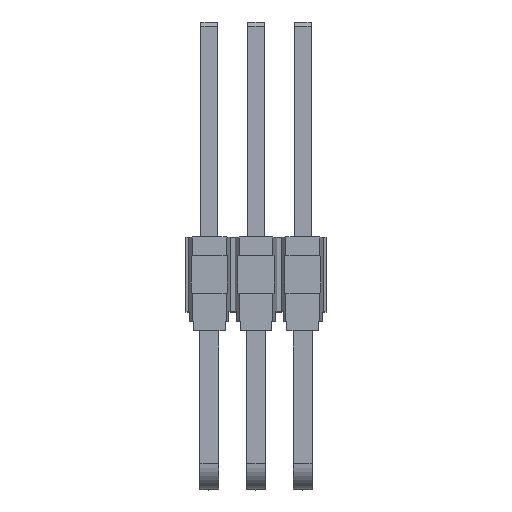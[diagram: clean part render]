
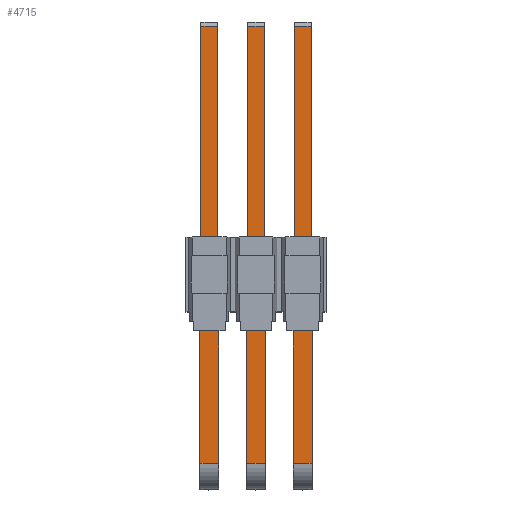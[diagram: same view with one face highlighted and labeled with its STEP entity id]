
A CAD part, top view. The second image highlights one B-rep face of the part: STEP entity #4715.
In plain terms, the highlighted planar face has unit normal (0, 0, 1).
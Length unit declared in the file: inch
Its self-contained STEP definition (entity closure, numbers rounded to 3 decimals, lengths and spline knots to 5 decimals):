
#793=ORIENTED_EDGE('',*,*,#1825,.F.);
#794=ORIENTED_EDGE('',*,*,#1826,.T.);
#795=ORIENTED_EDGE('',*,*,#1827,.F.);
#796=ORIENTED_EDGE('',*,*,#1828,.F.);
#797=ORIENTED_EDGE('',*,*,#1829,.F.);
#798=ORIENTED_EDGE('',*,*,#1830,.F.);
#799=ORIENTED_EDGE('',*,*,#1831,.F.);
#800=ORIENTED_EDGE('',*,*,#1832,.F.);
#801=ORIENTED_EDGE('',*,*,#1833,.F.);
#802=ORIENTED_EDGE('',*,*,#1834,.F.);
#803=ORIENTED_EDGE('',*,*,#1835,.F.);
#804=ORIENTED_EDGE('',*,*,#1836,.F.);
#805=ORIENTED_EDGE('',*,*,#1837,.F.);
#806=ORIENTED_EDGE('',*,*,#1838,.F.);
#807=ORIENTED_EDGE('',*,*,#1839,.T.);
#808=ORIENTED_EDGE('',*,*,#1840,.F.);
#809=ORIENTED_EDGE('',*,*,#1841,.F.);
#810=ORIENTED_EDGE('',*,*,#1842,.F.);
#811=ORIENTED_EDGE('',*,*,#1843,.T.);
#812=ORIENTED_EDGE('',*,*,#1844,.F.);
#813=ORIENTED_EDGE('',*,*,#1845,.F.);
#814=ORIENTED_EDGE('',*,*,#1846,.F.);
#815=ORIENTED_EDGE('',*,*,#1847,.T.);
#816=ORIENTED_EDGE('',*,*,#1848,.F.);
#1825=EDGE_CURVE('',#2397,#2398,#2957,.T.);
#1826=EDGE_CURVE('',#2397,#2399,#2958,.T.);
#1827=EDGE_CURVE('',#2400,#2399,#2959,.T.);
#1828=EDGE_CURVE('',#2401,#2400,#2960,.T.);
#1829=EDGE_CURVE('',#2402,#2401,#2961,.T.);
#1830=EDGE_CURVE('',#2403,#2402,#2962,.T.);
#1831=EDGE_CURVE('',#2404,#2403,#2963,.T.);
#1832=EDGE_CURVE('',#2405,#2404,#2964,.T.);
#1833=EDGE_CURVE('',#2406,#2405,#2965,.T.);
#1834=EDGE_CURVE('',#2407,#2406,#2966,.T.);
#1835=EDGE_CURVE('',#2408,#2407,#2967,.T.);
#1836=EDGE_CURVE('',#2409,#2408,#2968,.T.);
#1837=EDGE_CURVE('',#2410,#2409,#2969,.T.);
#1838=EDGE_CURVE('',#2411,#2410,#2970,.T.);
#1839=EDGE_CURVE('',#2411,#2412,#2971,.T.);
#1840=EDGE_CURVE('',#2413,#2412,#2972,.T.);
#1841=EDGE_CURVE('',#2414,#2413,#2973,.T.);
#1842=EDGE_CURVE('',#2415,#2414,#2974,.T.);
#1843=EDGE_CURVE('',#2415,#2416,#2975,.T.);
#1844=EDGE_CURVE('',#2417,#2416,#2976,.T.);
#1845=EDGE_CURVE('',#2418,#2417,#2977,.T.);
#1846=EDGE_CURVE('',#2419,#2418,#2978,.T.);
#1847=EDGE_CURVE('',#2419,#2420,#2979,.T.);
#1848=EDGE_CURVE('',#2398,#2420,#2980,.T.);
#2397=VERTEX_POINT('',#7125);
#2398=VERTEX_POINT('',#7126);
#2399=VERTEX_POINT('',#7128);
#2400=VERTEX_POINT('',#7130);
#2401=VERTEX_POINT('',#7132);
#2402=VERTEX_POINT('',#7134);
#2403=VERTEX_POINT('',#7136);
#2404=VERTEX_POINT('',#7138);
#2405=VERTEX_POINT('',#7140);
#2406=VERTEX_POINT('',#7142);
#2407=VERTEX_POINT('',#7144);
#2408=VERTEX_POINT('',#7146);
#2409=VERTEX_POINT('',#7148);
#2410=VERTEX_POINT('',#7150);
#2411=VERTEX_POINT('',#7152);
#2412=VERTEX_POINT('',#7154);
#2413=VERTEX_POINT('',#7156);
#2414=VERTEX_POINT('',#7158);
#2415=VERTEX_POINT('',#7160);
#2416=VERTEX_POINT('',#7162);
#2417=VERTEX_POINT('',#7164);
#2418=VERTEX_POINT('',#7166);
#2419=VERTEX_POINT('',#7168);
#2420=VERTEX_POINT('',#7170);
#2957=LINE('',#7124,#3569);
#2958=LINE('',#7127,#3570);
#2959=LINE('',#7129,#3571);
#2960=LINE('',#7131,#3572);
#2961=LINE('',#7133,#3573);
#2962=LINE('',#7135,#3574);
#2963=LINE('',#7137,#3575);
#2964=LINE('',#7139,#3576);
#2965=LINE('',#7141,#3577);
#2966=LINE('',#7143,#3578);
#2967=LINE('',#7145,#3579);
#2968=LINE('',#7147,#3580);
#2969=LINE('',#7149,#3581);
#2970=LINE('',#7151,#3582);
#2971=LINE('',#7153,#3583);
#2972=LINE('',#7155,#3584);
#2973=LINE('',#7157,#3585);
#2974=LINE('',#7159,#3586);
#2975=LINE('',#7161,#3587);
#2976=LINE('',#7163,#3588);
#2977=LINE('',#7165,#3589);
#2978=LINE('',#7167,#3590);
#2979=LINE('',#7169,#3591);
#2980=LINE('',#7171,#3592);
#3569=VECTOR('',#5763,39.37008);
#3570=VECTOR('',#5764,39.37008);
#3571=VECTOR('',#5765,39.37008);
#3572=VECTOR('',#5766,39.37008);
#3573=VECTOR('',#5767,39.37008);
#3574=VECTOR('',#5768,39.37008);
#3575=VECTOR('',#5769,39.37008);
#3576=VECTOR('',#5770,39.37008);
#3577=VECTOR('',#5771,39.37008);
#3578=VECTOR('',#5772,39.37008);
#3579=VECTOR('',#5773,39.37008);
#3580=VECTOR('',#5774,39.37008);
#3581=VECTOR('',#5775,39.37008);
#3582=VECTOR('',#5776,39.37008);
#3583=VECTOR('',#5777,39.37008);
#3584=VECTOR('',#5778,39.37008);
#3585=VECTOR('',#5779,39.37008);
#3586=VECTOR('',#5780,39.37008);
#3587=VECTOR('',#5781,39.37008);
#3588=VECTOR('',#5782,39.37008);
#3589=VECTOR('',#5783,39.37008);
#3590=VECTOR('',#5784,39.37008);
#3591=VECTOR('',#5785,39.37008);
#3592=VECTOR('',#5786,39.37008);
#3971=EDGE_LOOP('',(#793,#794,#795,#796,#797,#798,#799,#800,#801,#802,#803,
#804,#805,#806,#807,#808,#809,#810,#811,#812,#813,#814,#815,#816));
#4235=FACE_BOUND('',#3971,.T.);
#4487=PLANE('',#4988);
#4715=ADVANCED_FACE('',(#4235),#4487,.F.);
#4988=AXIS2_PLACEMENT_3D('',#7123,#5761,#5762);
#5761=DIRECTION('',(0.,0.,-1.));
#5762=DIRECTION('',(-1.,0.,0.));
#5763=DIRECTION('',(1.,0.,0.));
#5764=DIRECTION('',(0.,-1.,0.));
#5765=DIRECTION('',(-1.,0.,0.));
#5766=DIRECTION('',(0.,-1.,0.));
#5767=DIRECTION('',(-1.,0.,0.));
#5768=DIRECTION('',(0.,1.,0.));
#5769=DIRECTION('',(-1.,0.,0.));
#5770=DIRECTION('',(0.,-1.,0.));
#5771=DIRECTION('',(-1.,0.,0.));
#5772=DIRECTION('',(0.,1.,0.));
#5773=DIRECTION('',(-1.,0.,0.));
#5774=DIRECTION('',(0.,-1.,0.));
#5775=DIRECTION('',(1.,0.,0.));
#5776=DIRECTION('',(0.,-1.,0.));
#5777=DIRECTION('',(-1.,0.,0.));
#5778=DIRECTION('',(0.,1.,0.));
#5779=DIRECTION('',(1.,0.,0.));
#5780=DIRECTION('',(0.,-1.,0.));
#5781=DIRECTION('',(-1.,0.,0.));
#5782=DIRECTION('',(0.,1.,0.));
#5783=DIRECTION('',(1.,0.,0.));
#5784=DIRECTION('',(0.,-1.,0.));
#5785=DIRECTION('',(-1.,0.,0.));
#5786=DIRECTION('',(0.,1.,0.));
#7123=CARTESIAN_POINT('',(0.06,0.3255,0.059));
#7124=CARTESIAN_POINT('',(0.06,0.075,0.059));
#7125=CARTESIAN_POINT('',(-0.06,0.075,0.059));
#7126=CARTESIAN_POINT('',(-0.059,0.075,0.059));
#7127=CARTESIAN_POINT('',(-0.06,0.3255,0.059));
#7128=CARTESIAN_POINT('',(-0.06,-0.142,0.059));
#7129=CARTESIAN_POINT('',(0.06,-0.142,0.059));
#7130=CARTESIAN_POINT('',(-0.04,-0.142,0.059));
#7131=CARTESIAN_POINT('',(-0.04,0.3255,0.059));
#7132=CARTESIAN_POINT('',(-0.04,0.05,0.059));
#7133=CARTESIAN_POINT('',(0.06,0.05,0.059));
#7134=CARTESIAN_POINT('',(-0.01,0.05,0.059));
#7135=CARTESIAN_POINT('',(-0.01,0.3255,0.059));
#7136=CARTESIAN_POINT('',(-0.01,-0.142,0.059));
#7137=CARTESIAN_POINT('',(0.06,-0.142,0.059));
#7138=CARTESIAN_POINT('',(0.01,-0.142,0.059));
#7139=CARTESIAN_POINT('',(0.01,0.3255,0.059));
#7140=CARTESIAN_POINT('',(0.01,0.05,0.059));
#7141=CARTESIAN_POINT('',(0.06,0.05,0.059));
#7142=CARTESIAN_POINT('',(0.04,0.05,0.059));
#7143=CARTESIAN_POINT('',(0.04,0.3255,0.059));
#7144=CARTESIAN_POINT('',(0.04,-0.142,0.059));
#7145=CARTESIAN_POINT('',(0.06,-0.142,0.059));
#7146=CARTESIAN_POINT('',(0.06,-0.142,0.059));
#7147=CARTESIAN_POINT('',(0.06,0.3255,0.059));
#7148=CARTESIAN_POINT('',(0.06,0.075,0.059));
#7149=CARTESIAN_POINT('',(0.06,0.075,0.059));
#7150=CARTESIAN_POINT('',(0.059,0.075,0.059));
#7151=CARTESIAN_POINT('',(0.059,0.3255,0.059));
#7152=CARTESIAN_POINT('',(0.059,0.3255,0.059));
#7153=CARTESIAN_POINT('',(0.06,0.3255,0.059));
#7154=CARTESIAN_POINT('',(0.041,0.3255,0.059));
#7155=CARTESIAN_POINT('',(0.041,0.3255,0.059));
#7156=CARTESIAN_POINT('',(0.041,0.075,0.059));
#7157=CARTESIAN_POINT('',(0.06,0.075,0.059));
#7158=CARTESIAN_POINT('',(0.009,0.075,0.059));
#7159=CARTESIAN_POINT('',(0.009,0.3255,0.059));
#7160=CARTESIAN_POINT('',(0.009,0.3255,0.059));
#7161=CARTESIAN_POINT('',(0.06,0.3255,0.059));
#7162=CARTESIAN_POINT('',(-0.009,0.3255,0.059));
#7163=CARTESIAN_POINT('',(-0.009,0.3255,0.059));
#7164=CARTESIAN_POINT('',(-0.009,0.075,0.059));
#7165=CARTESIAN_POINT('',(0.06,0.075,0.059));
#7166=CARTESIAN_POINT('',(-0.041,0.075,0.059));
#7167=CARTESIAN_POINT('',(-0.041,0.3255,0.059));
#7168=CARTESIAN_POINT('',(-0.041,0.3255,0.059));
#7169=CARTESIAN_POINT('',(0.06,0.3255,0.059));
#7170=CARTESIAN_POINT('',(-0.059,0.3255,0.059));
#7171=CARTESIAN_POINT('',(-0.059,0.3255,0.059));
